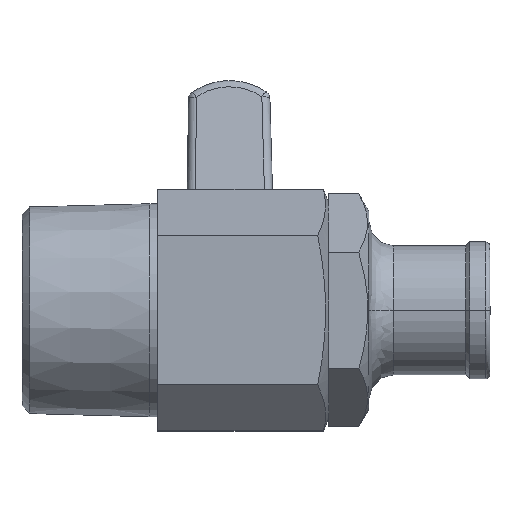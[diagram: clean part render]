
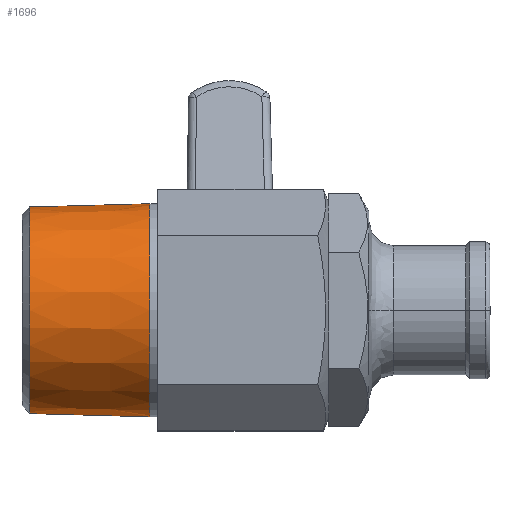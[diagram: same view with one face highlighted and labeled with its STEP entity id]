
A CAD part, front view. The second image highlights one B-rep face of the part: STEP entity #1696.
In plain terms, the highlighted conical face has half-angle 1.539 degrees and reference radius 12.8 mm.
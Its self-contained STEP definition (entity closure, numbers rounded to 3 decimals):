
#515 = VERTEX_POINT ( 'NONE', #3591 ) ;
#528 = EDGE_CURVE ( 'NONE', #604, #702, #3514, .T. ) ;
#586 = EDGE_CURVE ( 'NONE', #515, #603, #3792, .T. ) ;
#603 = VERTEX_POINT ( 'NONE', #3649 ) ;
#604 = VERTEX_POINT ( 'NONE', #3648 ) ;
#702 = VERTEX_POINT ( 'NONE', #3932 ) ;
#1593 = ORIENTED_EDGE ( 'NONE', *, *, #1734, .F. ) ;
#1696 = ADVANCED_FACE ( 'NONE', ( #5976 ), #5999, .T. ) ;
#1698 = ORIENTED_EDGE ( 'NONE', *, *, #586, .T. ) ;
#1699 = ORIENTED_EDGE ( 'NONE', *, *, #528, .F. ) ;
#1734 = EDGE_CURVE ( 'NONE', #515, #604, #6060, .T. ) ;
#1736 = EDGE_LOOP ( 'NONE', ( #1699, #1593, #1698, #1799 ) ) ;
#1762 = EDGE_CURVE ( 'NONE', #603, #702, #6046, .T. ) ;
#1799 = ORIENTED_EDGE ( 'NONE', *, *, #1762, .T. ) ;
#3514 = LINE ( 'NONE', #3566, #3565 ) ;
#3564 = DIRECTION ( 'NONE',  ( 1., 0., 0.027 ) ) ;
#3565 = VECTOR ( 'NONE', #3564, 1000. ) ;
#3566 = CARTESIAN_POINT ( 'NONE',  ( -37.025, 0., 12.8 ) ) ;
#3591 = CARTESIAN_POINT ( 'NONE',  ( -37.025, 0., -12.8 ) ) ;
#3648 = CARTESIAN_POINT ( 'NONE',  ( -37.025, 0., 12.8 ) ) ;
#3649 = CARTESIAN_POINT ( 'NONE',  ( -22.141, 0., -13.2 ) ) ;
#3789 = DIRECTION ( 'NONE',  ( 1., 0., -0.027 ) ) ;
#3790 = VECTOR ( 'NONE', #3789, 1000. ) ;
#3791 = CARTESIAN_POINT ( 'NONE',  ( -37.025, 0., -12.8 ) ) ;
#3792 = LINE ( 'NONE', #3791, #3790 ) ;
#3932 = CARTESIAN_POINT ( 'NONE',  ( -22.141, 0., 13.2 ) ) ;
#5863 = DIRECTION ( 'NONE',  ( 0., 0., 1. ) ) ;
#5864 = DIRECTION ( 'NONE',  ( -1., 0., 0. ) ) ;
#5865 = CARTESIAN_POINT ( 'NONE',  ( -22.141, 0., 0. ) ) ;
#5872 = DIRECTION ( 'NONE',  ( -1., 0., 0. ) ) ;
#5876 = AXIS2_PLACEMENT_3D ( 'NONE', #5882, #5872, #5904 ) ;
#5882 = CARTESIAN_POINT ( 'NONE',  ( -37.025, 0., 0. ) ) ;
#5904 = DIRECTION ( 'NONE',  ( 0., 0., 1. ) ) ;
#5913 = CARTESIAN_POINT ( 'NONE',  ( -37.025, 0., 0. ) ) ;
#5975 = AXIS2_PLACEMENT_3D ( 'NONE', #5913, #5982, #6005 ) ;
#5976 = FACE_OUTER_BOUND ( 'NONE', #1736, .T. ) ;
#5982 = DIRECTION ( 'NONE',  ( 1., 0., 0. ) ) ;
#5999 = CONICAL_SURFACE ( 'NONE', #5975, 12.8, 0.027 ) ;
#6005 = DIRECTION ( 'NONE',  ( 0., 0., -1. ) ) ;
#6041 = AXIS2_PLACEMENT_3D ( 'NONE', #5865, #5864, #5863 ) ;
#6046 = CIRCLE ( 'NONE', #6041, 13.2 ) ;
#6060 = CIRCLE ( 'NONE', #5876, 12.8 ) ;
